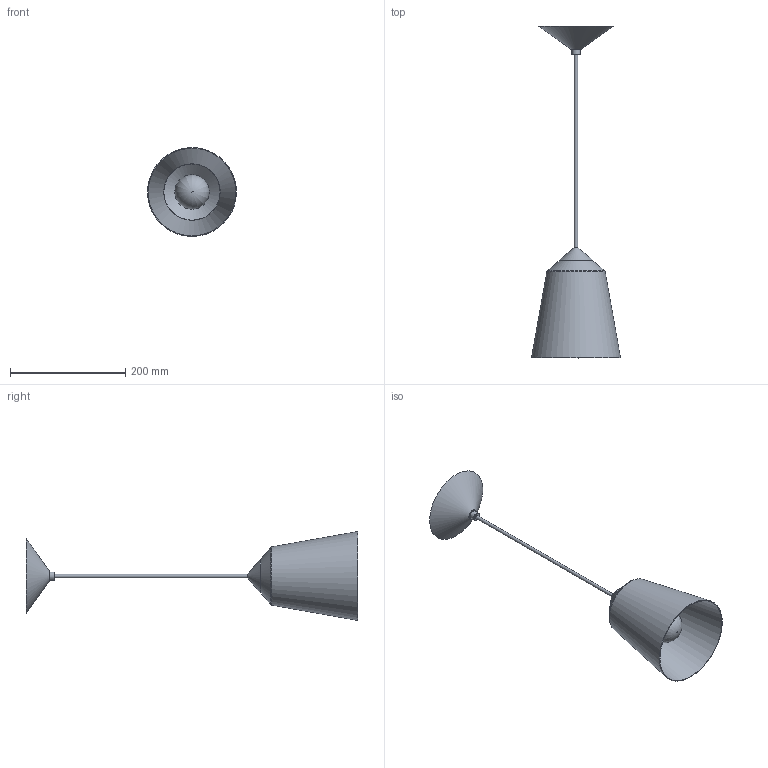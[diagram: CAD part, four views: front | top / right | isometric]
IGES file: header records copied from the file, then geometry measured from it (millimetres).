
Global section: file name:Circus Small.igs; native system: Rhinoceros ( Dec 15 2008 ); preprocessor: Trout Lake IGES 012 Dec 15 2008; date: 110601.151439; units: millimetre
Bounding box: 153.91 x 574.85 x 153.81 mm (x, y, z)
Surface area: 201232.1 mm2 (no closed solid volume)
Topology: 0 solids, 0 shells, 37 faces, 150 edges, 152 vertices
Faces by surface type: bspline 37
